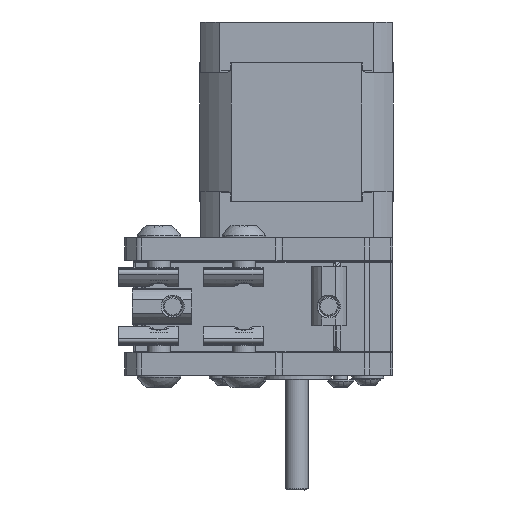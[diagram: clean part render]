
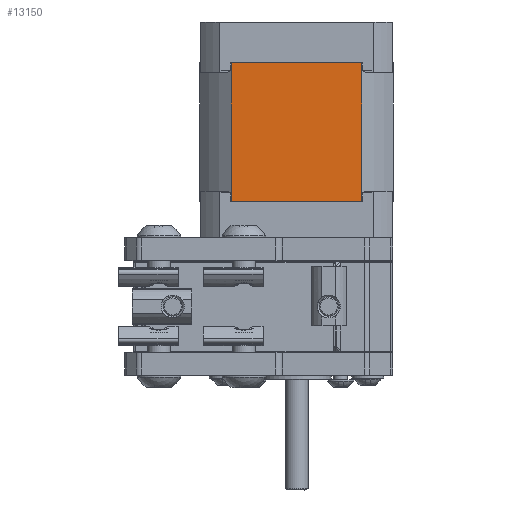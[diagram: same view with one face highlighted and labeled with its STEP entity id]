
A CAD part, left-side view. The second image highlights one B-rep face of the part: STEP entity #13150.
In plain terms, the highlighted planar face has unit normal (-1, 0, 0).
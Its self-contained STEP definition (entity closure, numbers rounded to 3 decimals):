
#1141=PLANE('',#14632);
#1713=FACE_OUTER_BOUND('',#2525,.T.);
#2525=EDGE_LOOP('',(#10639,#10640,#10641,#10642,#10643,#10644,#10645,#10646,
#10647,#10648,#10649,#10650));
#3252=LINE('',#22716,#4246);
#3255=LINE('',#22727,#4249);
#3257=LINE('',#22736,#4251);
#3259=LINE('',#22740,#4253);
#3261=LINE('',#22743,#4255);
#3460=LINE('',#23417,#4454);
#3462=LINE('',#23424,#4456);
#3463=LINE('',#23426,#4457);
#3464=LINE('',#23428,#4458);
#3465=LINE('',#23430,#4459);
#3466=LINE('',#23432,#4460);
#3467=LINE('',#23433,#4461);
#4246=VECTOR('',#16975,30.2);
#4249=VECTOR('',#16984,0.1);
#4251=VECTOR('',#16992,0.1);
#4253=VECTOR('',#16998,5.724);
#4255=VECTOR('',#17002,5.724);
#4454=VECTOR('',#17657,17.012);
#4456=VECTOR('',#17665,0.1);
#4457=VECTOR('',#17666,5.724);
#4458=VECTOR('',#17667,30.2);
#4459=VECTOR('',#17668,5.724);
#4460=VECTOR('',#17669,0.1);
#4461=VECTOR('',#17670,17.012);
#6106=VERTEX_POINT('',#22713);
#6107=VERTEX_POINT('',#22715);
#6111=VERTEX_POINT('',#22724);
#6112=VERTEX_POINT('',#22726);
#6115=VERTEX_POINT('',#22733);
#6116=VERTEX_POINT('',#22735);
#6333=VERTEX_POINT('',#23415);
#6335=VERTEX_POINT('',#23423);
#6336=VERTEX_POINT('',#23425);
#6337=VERTEX_POINT('',#23427);
#6338=VERTEX_POINT('',#23429);
#6339=VERTEX_POINT('',#23431);
#7527=EDGE_CURVE('',#6107,#6106,#3252,.T.);
#7532=EDGE_CURVE('',#6112,#6111,#3255,.T.);
#7536=EDGE_CURVE('',#6116,#6115,#3257,.T.);
#7539=EDGE_CURVE('',#6106,#6116,#3259,.T.);
#7541=EDGE_CURVE('',#6111,#6107,#3261,.T.);
#7862=EDGE_CURVE('',#6115,#6333,#3460,.T.);
#7865=EDGE_CURVE('',#6333,#6335,#3462,.T.);
#7866=EDGE_CURVE('',#6336,#6335,#3463,.T.);
#7867=EDGE_CURVE('',#6337,#6336,#3464,.T.);
#7868=EDGE_CURVE('',#6338,#6337,#3465,.T.);
#7869=EDGE_CURVE('',#6338,#6339,#3466,.T.);
#7870=EDGE_CURVE('',#6339,#6112,#3467,.T.);
#10639=ORIENTED_EDGE('',*,*,#7862,.T.);
#10640=ORIENTED_EDGE('',*,*,#7865,.T.);
#10641=ORIENTED_EDGE('',*,*,#7866,.F.);
#10642=ORIENTED_EDGE('',*,*,#7867,.F.);
#10643=ORIENTED_EDGE('',*,*,#7868,.F.);
#10644=ORIENTED_EDGE('',*,*,#7869,.T.);
#10645=ORIENTED_EDGE('',*,*,#7870,.T.);
#10646=ORIENTED_EDGE('',*,*,#7532,.T.);
#10647=ORIENTED_EDGE('',*,*,#7541,.T.);
#10648=ORIENTED_EDGE('',*,*,#7527,.T.);
#10649=ORIENTED_EDGE('',*,*,#7539,.T.);
#10650=ORIENTED_EDGE('',*,*,#7536,.T.);
#13150=ADVANCED_FACE('',(#1713),#1141,.T.);
#14632=AXIS2_PLACEMENT_3D('',#23422,#17663,#17664);
#16975=DIRECTION('',(0.,0.,-1.));
#16984=DIRECTION('',(0.,0.,-1.));
#16992=DIRECTION('',(0.,0.,-1.));
#16998=DIRECTION('',(0.,-1.,0.));
#17002=DIRECTION('',(0.,1.,0.));
#17657=DIRECTION('',(0.,-1.,0.));
#17663=DIRECTION('center_axis',(-1.,0.,0.));
#17664=DIRECTION('ref_axis',(0.,0.,1.));
#17665=DIRECTION('',(0.,0.,1.));
#17666=DIRECTION('',(0.,1.,0.));
#17667=DIRECTION('',(0.,0.,-1.));
#17668=DIRECTION('',(0.,-1.,0.));
#17669=DIRECTION('',(0.,0.,1.));
#17670=DIRECTION('',(0.,1.,0.));
#22713=CARTESIAN_POINT('',(-21.1,14.23,-19.54));
#22715=CARTESIAN_POINT('',(-21.1,14.23,10.66));
#22716=CARTESIAN_POINT('',(-21.1,14.23,10.66));
#22724=CARTESIAN_POINT('',(-21.1,8.506,10.66));
#22726=CARTESIAN_POINT('',(-21.1,8.506,10.76));
#22727=CARTESIAN_POINT('',(-21.1,8.506,10.76));
#22733=CARTESIAN_POINT('',(-21.1,8.506,-19.64));
#22735=CARTESIAN_POINT('',(-21.1,8.506,-19.54));
#22736=CARTESIAN_POINT('',(-21.1,8.506,-19.54));
#22740=CARTESIAN_POINT('',(-21.1,14.23,-19.54));
#22743=CARTESIAN_POINT('',(-21.1,8.506,10.66));
#23415=CARTESIAN_POINT('',(-21.1,-8.506,-19.64));
#23417=CARTESIAN_POINT('',(-21.1,8.506,-19.64));
#23422=CARTESIAN_POINT('Origin',(-21.1,-14.231,-19.641));
#23423=CARTESIAN_POINT('',(-21.1,-8.506,-19.54));
#23424=CARTESIAN_POINT('',(-21.1,-8.506,-19.64));
#23425=CARTESIAN_POINT('',(-21.1,-14.23,-19.54));
#23426=CARTESIAN_POINT('',(-21.1,-14.23,-19.54));
#23427=CARTESIAN_POINT('',(-21.1,-14.23,10.66));
#23428=CARTESIAN_POINT('',(-21.1,-14.23,10.66));
#23429=CARTESIAN_POINT('',(-21.1,-8.506,10.66));
#23430=CARTESIAN_POINT('',(-21.1,-8.506,10.66));
#23431=CARTESIAN_POINT('',(-21.1,-8.506,10.76));
#23432=CARTESIAN_POINT('',(-21.1,-8.506,10.66));
#23433=CARTESIAN_POINT('',(-21.1,-8.506,10.76));
